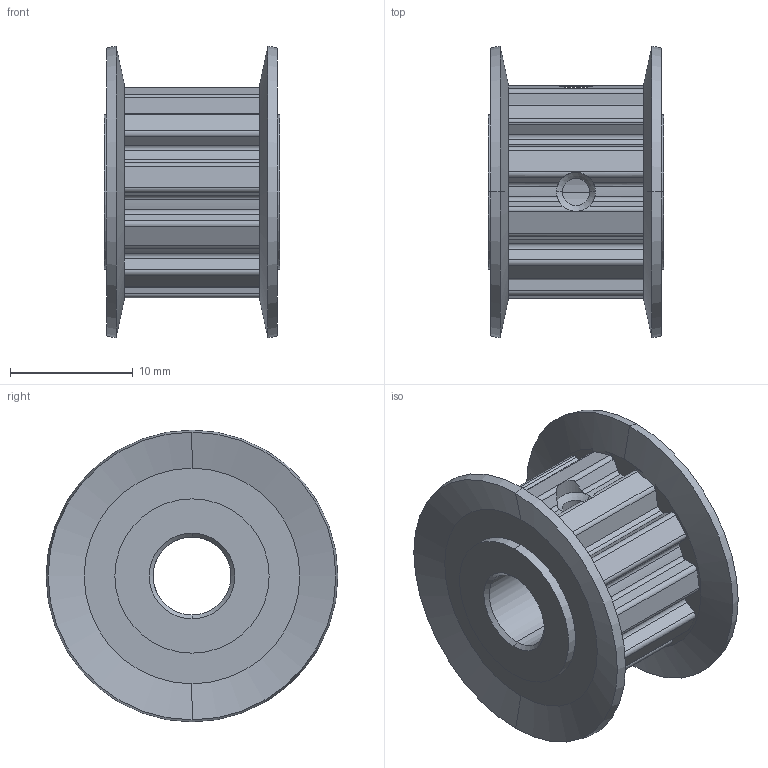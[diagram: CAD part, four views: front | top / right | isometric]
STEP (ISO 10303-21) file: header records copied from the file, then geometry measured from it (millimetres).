
FILE_DESCRIPTION (( 'STEP AP214' ), '1' );
FILE_NAME ('APB11XL037AF-250.step', '2015-04-08T21:03:28', ( '' ), ( '' ), 'SwSTEP 2.0', 'SolidWorks 2014', '' );
FILE_SCHEMA (( 'AUTOMOTIVE_DESIGN' ));
Length unit declared in the file: inch
Products named in the file (1): APB11XL037AF-250
Bounding box: 14.3 x 23.83 x 23.83 mm (x, y, z)
Volume: 2698.9 mm3; surface area: 2588.6 mm2
Topology: 1 solids, 1 shells, 145 faces, 411 edges, 267 vertices
Faces by surface type: cylinder 78, plane 46, cone 20, bspline 1
Entity records: 4959 total; most frequent: CARTESIAN_POINT 1102, ORIENTED_EDGE 822, DIRECTION 810, EDGE_CURVE 411, AXIS2_PLACEMENT_3D 303, VERTEX_POINT 267, VECTOR 204, LINE 204
